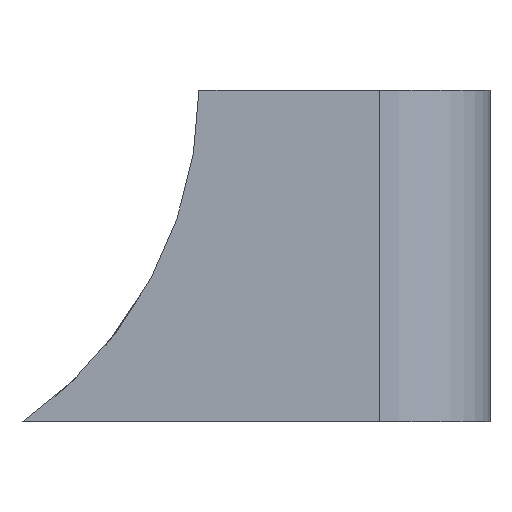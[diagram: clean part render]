
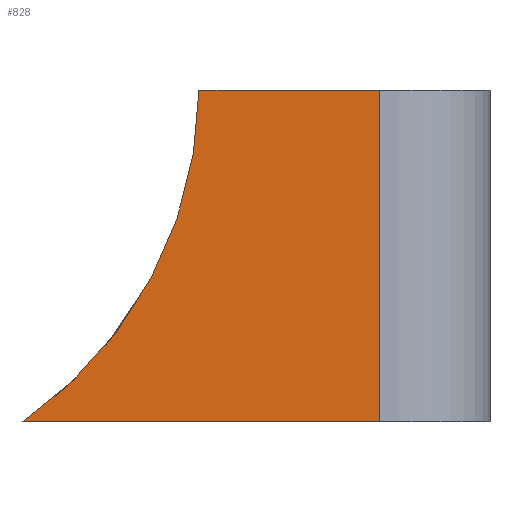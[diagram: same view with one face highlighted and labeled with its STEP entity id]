
A CAD part, front view. The second image highlights one B-rep face of the part: STEP entity #828.
In plain terms, the highlighted planar face has unit normal (0, -1, 0).
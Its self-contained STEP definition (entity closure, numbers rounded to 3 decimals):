
#52=PLANE('',#904);
#98=FACE_OUTER_BOUND('',#144,.T.);
#144=EDGE_LOOP('',(#767,#768,#769,#770));
#194=LINE('',#1249,#294);
#235=LINE('',#1333,#335);
#242=LINE('',#1349,#342);
#294=VECTOR('',#1014,10.);
#335=VECTOR('',#1093,10.);
#342=VECTOR('',#1108,10.);
#362=CIRCLE('',#903,11.);
#400=VERTEX_POINT('',#1246);
#401=VERTEX_POINT('',#1248);
#424=VERTEX_POINT('',#1330);
#425=VERTEX_POINT('',#1332);
#488=EDGE_CURVE('',#401,#400,#194,.T.);
#531=EDGE_CURVE('',#425,#424,#235,.T.);
#540=EDGE_CURVE('',#425,#400,#242,.T.);
#546=EDGE_CURVE('',#424,#401,#362,.T.);
#767=ORIENTED_EDGE('',*,*,#540,.F.);
#768=ORIENTED_EDGE('',*,*,#531,.T.);
#769=ORIENTED_EDGE('',*,*,#546,.T.);
#770=ORIENTED_EDGE('',*,*,#488,.T.);
#828=ADVANCED_FACE('',(#98),#52,.T.);
#903=AXIS2_PLACEMENT_3D('',#1360,#1125,#1126);
#904=AXIS2_PLACEMENT_3D('',#1361,#1127,#1128);
#1014=DIRECTION('',(1.,0.,0.));
#1093=DIRECTION('',(-1.,0.,0.));
#1108=DIRECTION('',(0.,0.,-1.));
#1125=DIRECTION('center_axis',(0.,1.,0.));
#1126=DIRECTION('ref_axis',(0.,0.,-1.));
#1127=DIRECTION('center_axis',(0.,-1.,0.));
#1128=DIRECTION('ref_axis',(1.,0.,0.));
#1246=CARTESIAN_POINT('',(16.,-52.5,5.));
#1248=CARTESIAN_POINT('',(6.31,-52.5,5.));
#1249=CARTESIAN_POINT('',(-12.5,-52.5,5.));
#1330=CARTESIAN_POINT('',(11.108,-52.5,14.));
#1332=CARTESIAN_POINT('',(16.,-52.5,14.));
#1333=CARTESIAN_POINT('',(-12.5,-52.5,14.));
#1349=CARTESIAN_POINT('',(16.,-52.5,0.));
#1360=CARTESIAN_POINT('Origin',(0.109,-52.5,14.085));
#1361=CARTESIAN_POINT('Origin',(-25.,-52.5,0.));
